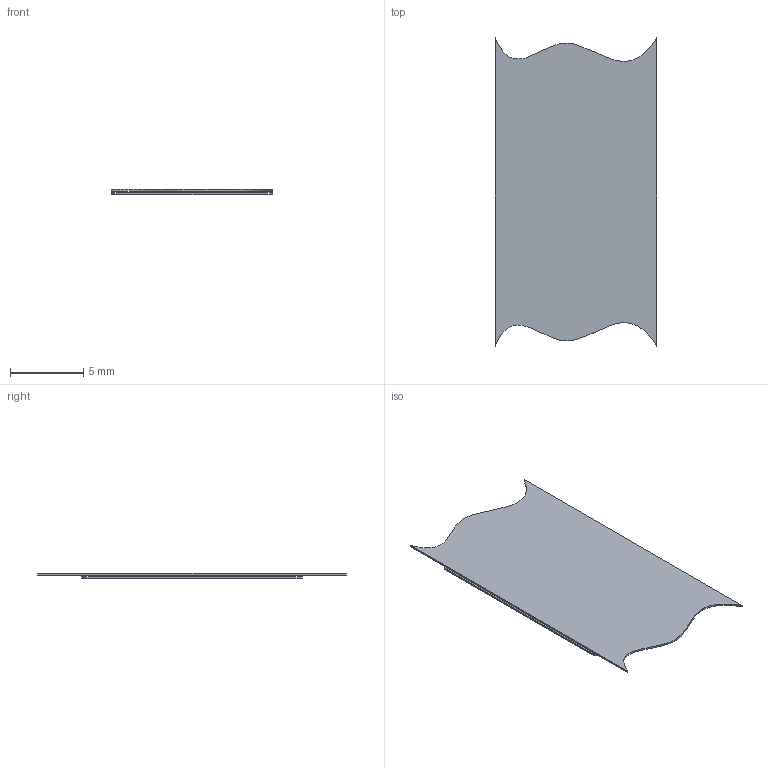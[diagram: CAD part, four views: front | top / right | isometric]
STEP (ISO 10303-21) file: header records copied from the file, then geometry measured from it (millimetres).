
FILE_DESCRIPTION (( 'STEP AP214' ), '1' );
FILE_NAME ('310-019640.STEP', '2016-09-19T23:03:24', ( 'Aron Dahlgren' ), ( 'Synapse Product Development' ), 'SwSTEP 2.0', 'SolidWorks 2016', '' );
FILE_SCHEMA (( 'AUTOMOTIVE_DESIGN' ));
Length unit declared in the file: millimetre
Products named in the file (1): 310-019640
Bounding box: 11 x 21 x 0.35 mm (x, y, z)
Volume: 40.4 mm3; surface area: 748.7 mm2
Topology: 3 solids, 3 shells, 46 faces, 120 edges, 80 vertices
Faces by surface type: plane 24, cylinder 20, bspline 2
Entity records: 1512 total; most frequent: CARTESIAN_POINT 281, DIRECTION 246, ORIENTED_EDGE 240, EDGE_CURVE 120, AXIS2_PLACEMENT_3D 85, VERTEX_POINT 80, VECTOR 76, LINE 76
